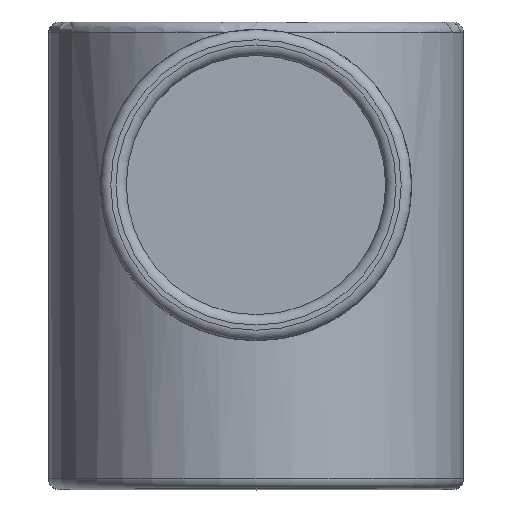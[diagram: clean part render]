
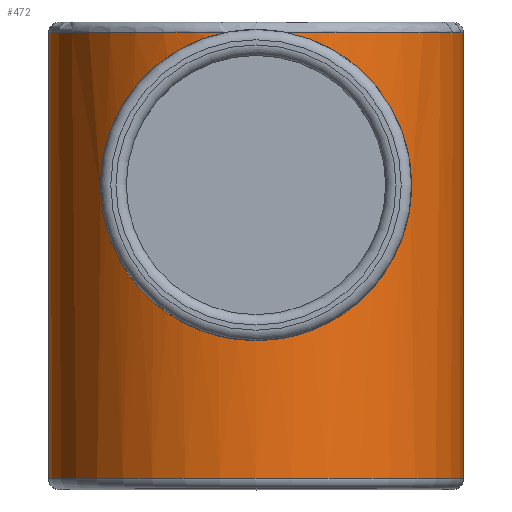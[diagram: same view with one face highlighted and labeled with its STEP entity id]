
A CAD part, top view. The second image highlights one B-rep face of the part: STEP entity #472.
In plain terms, the highlighted cylindrical face has radius 40 mm (diameter 80 mm), a partial arc.
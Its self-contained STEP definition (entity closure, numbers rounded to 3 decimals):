
#16=B_SPLINE_CURVE_WITH_KNOTS('',3,(#788,#789,#790,#791,#792,#793,#794,
#795,#796,#797,#798,#799,#800,#801,#802,#803,#804,#805,#806,#807,#808,#809,
#810,#811,#812,#813,#814,#815,#816,#817,#818,#819,#820,#821,#822,#823,#824,
#825,#826,#827,#828,#829,#830,#831,#832,#833,#834,#835,#836,#837,#838,#839,
#840,#841,#842,#843,#844,#845,#846,#847,#848,#849,#850,#851,#852,#853,#854),
 .UNSPECIFIED.,.F.,.F.,(4,2,2,2,2,2,2,2,3,2,2,2,2,2,2,2,2,2,2,2,2,2,2,2,
2,2,2,2,2,2,2,2,4),(14.919,14.943,15.535,
16.127,16.718,17.322,17.927,18.531,
19.136,19.74,20.344,20.949,21.553,
22.145,22.736,23.328,23.919,24.511,
25.103,25.694,26.286,26.89,27.495,
28.099,28.703,29.308,29.912,30.516,
31.121,31.712,32.304,32.896,32.92),
 .UNSPECIFIED.);
#24=LINE('',#903,#50);
#31=LINE('',#916,#57);
#50=VECTOR('',#659,10.);
#57=VECTOR('',#668,10.);
#74=CYLINDRICAL_SURFACE('',#545,40.);
#109=FACE_OUTER_BOUND('',#138,.T.);
#138=EDGE_LOOP('',(#376,#377,#378,#379,#380,#381));
#170=CIRCLE('',#527,40.);
#174=CIRCLE('',#531,40.);
#176=CIRCLE('',#534,40.);
#210=VERTEX_POINT('',#774);
#211=VERTEX_POINT('',#787);
#212=VERTEX_POINT('',#869);
#215=VERTEX_POINT('',#875);
#217=VERTEX_POINT('',#880);
#218=VERTEX_POINT('',#882);
#259=EDGE_CURVE('',#211,#210,#16,.T.);
#261=EDGE_CURVE('',#211,#212,#170,.T.);
#265=EDGE_CURVE('',#215,#210,#174,.T.);
#267=EDGE_CURVE('',#217,#218,#176,.T.);
#278=EDGE_CURVE('',#218,#215,#24,.T.);
#285=EDGE_CURVE('',#212,#217,#31,.T.);
#376=ORIENTED_EDGE('',*,*,#259,.T.);
#377=ORIENTED_EDGE('',*,*,#265,.F.);
#378=ORIENTED_EDGE('',*,*,#278,.F.);
#379=ORIENTED_EDGE('',*,*,#267,.F.);
#380=ORIENTED_EDGE('',*,*,#285,.F.);
#381=ORIENTED_EDGE('',*,*,#261,.F.);
#472=ADVANCED_FACE('',(#109),#74,.T.);
#527=AXIS2_PLACEMENT_3D('',#870,#619,#620);
#531=AXIS2_PLACEMENT_3D('',#877,#627,#628);
#534=AXIS2_PLACEMENT_3D('',#883,#633,#634);
#545=AXIS2_PLACEMENT_3D('',#915,#666,#667);
#619=DIRECTION('center_axis',(0.,1.,0.));
#620=DIRECTION('ref_axis',(0.,0.,1.));
#627=DIRECTION('center_axis',(0.,1.,0.));
#628=DIRECTION('ref_axis',(0.,0.,1.));
#633=DIRECTION('center_axis',(0.,-1.,0.));
#634=DIRECTION('ref_axis',(0.,0.,1.));
#659=DIRECTION('',(0.,1.,0.));
#666=DIRECTION('center_axis',(0.,1.,0.));
#667=DIRECTION('ref_axis',(-1.,0.,0.));
#668=DIRECTION('',(0.,-1.,0.));
#774=CARTESIAN_POINT('',(-5.718,43.,99.589));
#787=CARTESIAN_POINT('',(5.718,43.,99.589));
#788=CARTESIAN_POINT('Ctrl Pts',(5.718,43.,99.589));
#789=CARTESIAN_POINT('Ctrl Pts',(5.8,42.984,99.577));
#790=CARTESIAN_POINT('Ctrl Pts',(5.882,42.968,99.565));
#791=CARTESIAN_POINT('Ctrl Pts',(7.941,42.55,99.255));
#792=CARTESIAN_POINT('Ctrl Pts',(9.882,41.946,98.808));
#793=CARTESIAN_POINT('Ctrl Pts',(13.559,40.385,97.681));
#794=CARTESIAN_POINT('Ctrl Pts',(15.3,39.427,97.));
#795=CARTESIAN_POINT('Ctrl Pts',(18.489,37.254,95.514));
#796=CARTESIAN_POINT('Ctrl Pts',(19.938,36.038,94.709));
#797=CARTESIAN_POINT('Ctrl Pts',(22.516,33.461,93.097));
#798=CARTESIAN_POINT('Ctrl Pts',(23.737,31.996,92.225));
#799=CARTESIAN_POINT('Ctrl Pts',(25.903,28.806,90.511));
#800=CARTESIAN_POINT('Ctrl Pts',(26.848,27.08,89.67));
#801=CARTESIAN_POINT('Ctrl Pts',(28.391,23.441,88.197));
#802=CARTESIAN_POINT('Ctrl Pts',(28.99,21.524,87.566));
#803=CARTESIAN_POINT('Ctrl Pts',(29.795,17.586,86.695));
#804=CARTESIAN_POINT('Ctrl Pts',(30.,15.564,86.458));
#805=CARTESIAN_POINT('Ctrl Pts',(30.,13.55,86.458));
#806=CARTESIAN_POINT('Ctrl Pts',(30.,11.536,86.458));
#807=CARTESIAN_POINT('Ctrl Pts',(29.795,9.514,86.695));
#808=CARTESIAN_POINT('Ctrl Pts',(28.99,5.576,87.566));
#809=CARTESIAN_POINT('Ctrl Pts',(28.391,3.659,88.197));
#810=CARTESIAN_POINT('Ctrl Pts',(26.848,0.02,89.67));
#811=CARTESIAN_POINT('Ctrl Pts',(25.903,-1.706,90.511));
#812=CARTESIAN_POINT('Ctrl Pts',(23.737,-4.896,92.225));
#813=CARTESIAN_POINT('Ctrl Pts',(22.516,-6.361,93.097));
#814=CARTESIAN_POINT('Ctrl Pts',(19.938,-8.938,94.709));
#815=CARTESIAN_POINT('Ctrl Pts',(18.489,-10.154,95.514));
#816=CARTESIAN_POINT('Ctrl Pts',(15.3,-12.327,97.));
#817=CARTESIAN_POINT('Ctrl Pts',(13.559,-13.285,97.681));
#818=CARTESIAN_POINT('Ctrl Pts',(9.882,-14.846,98.808));
#819=CARTESIAN_POINT('Ctrl Pts',(7.941,-15.45,99.255));
#820=CARTESIAN_POINT('Ctrl Pts',(3.986,-16.252,99.851));
#821=CARTESIAN_POINT('Ctrl Pts',(1.972,-16.45,100.));
#822=CARTESIAN_POINT('Ctrl Pts',(-1.972,-16.45,100.));
#823=CARTESIAN_POINT('Ctrl Pts',(-3.986,-16.252,99.851));
#824=CARTESIAN_POINT('Ctrl Pts',(-7.941,-15.45,99.255));
#825=CARTESIAN_POINT('Ctrl Pts',(-9.882,-14.846,98.808));
#826=CARTESIAN_POINT('Ctrl Pts',(-13.559,-13.285,97.681));
#827=CARTESIAN_POINT('Ctrl Pts',(-15.3,-12.327,97.));
#828=CARTESIAN_POINT('Ctrl Pts',(-18.489,-10.154,95.514));
#829=CARTESIAN_POINT('Ctrl Pts',(-19.938,-8.938,94.709));
#830=CARTESIAN_POINT('Ctrl Pts',(-22.516,-6.361,93.097));
#831=CARTESIAN_POINT('Ctrl Pts',(-23.737,-4.896,92.225));
#832=CARTESIAN_POINT('Ctrl Pts',(-25.903,-1.706,90.511));
#833=CARTESIAN_POINT('Ctrl Pts',(-26.848,0.02,89.67));
#834=CARTESIAN_POINT('Ctrl Pts',(-28.391,3.659,88.197));
#835=CARTESIAN_POINT('Ctrl Pts',(-28.99,5.576,87.566));
#836=CARTESIAN_POINT('Ctrl Pts',(-29.795,9.514,86.695));
#837=CARTESIAN_POINT('Ctrl Pts',(-30.,11.536,86.458));
#838=CARTESIAN_POINT('Ctrl Pts',(-30.,15.564,86.458));
#839=CARTESIAN_POINT('Ctrl Pts',(-29.795,17.586,86.695));
#840=CARTESIAN_POINT('Ctrl Pts',(-28.99,21.524,87.566));
#841=CARTESIAN_POINT('Ctrl Pts',(-28.391,23.441,88.197));
#842=CARTESIAN_POINT('Ctrl Pts',(-26.848,27.08,89.67));
#843=CARTESIAN_POINT('Ctrl Pts',(-25.903,28.806,90.511));
#844=CARTESIAN_POINT('Ctrl Pts',(-23.737,31.996,92.225));
#845=CARTESIAN_POINT('Ctrl Pts',(-22.516,33.461,93.097));
#846=CARTESIAN_POINT('Ctrl Pts',(-19.938,36.038,94.709));
#847=CARTESIAN_POINT('Ctrl Pts',(-18.489,37.254,95.514));
#848=CARTESIAN_POINT('Ctrl Pts',(-15.3,39.427,97.));
#849=CARTESIAN_POINT('Ctrl Pts',(-13.559,40.385,97.681));
#850=CARTESIAN_POINT('Ctrl Pts',(-9.882,41.946,98.808));
#851=CARTESIAN_POINT('Ctrl Pts',(-7.941,42.55,99.255));
#852=CARTESIAN_POINT('Ctrl Pts',(-5.882,42.968,99.565));
#853=CARTESIAN_POINT('Ctrl Pts',(-5.8,42.984,99.577));
#854=CARTESIAN_POINT('Ctrl Pts',(-5.718,43.,99.589));
#869=CARTESIAN_POINT('',(40.,43.,60.));
#870=CARTESIAN_POINT('Origin',(0.,43.,60.));
#875=CARTESIAN_POINT('',(-40.,43.,60.));
#877=CARTESIAN_POINT('Origin',(0.,43.,60.));
#880=CARTESIAN_POINT('',(40.,-43.,60.));
#882=CARTESIAN_POINT('',(-40.,-43.,60.));
#883=CARTESIAN_POINT('Origin',(0.,-43.,60.));
#903=CARTESIAN_POINT('',(-40.,0.,60.));
#915=CARTESIAN_POINT('Origin',(0.,0.,60.));
#916=CARTESIAN_POINT('',(40.,0.,60.));
